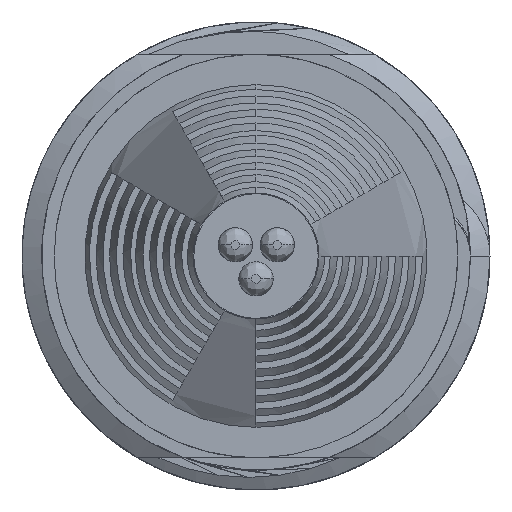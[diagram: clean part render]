
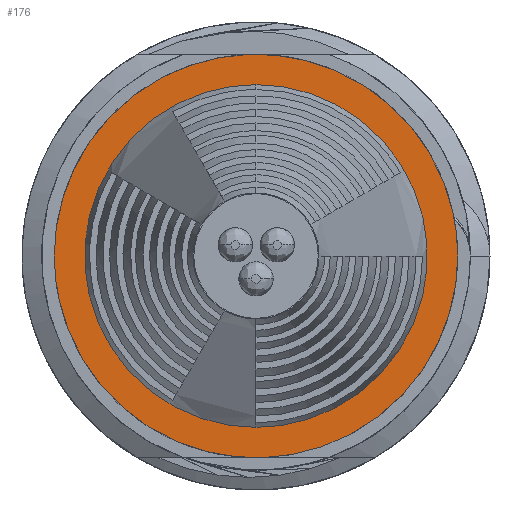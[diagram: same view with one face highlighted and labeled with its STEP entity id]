
A CAD part, front view. The second image highlights one B-rep face of the part: STEP entity #176.
In plain terms, the highlighted free-form (B-spline) face has degree [1, 1] with [2, 2] control points.
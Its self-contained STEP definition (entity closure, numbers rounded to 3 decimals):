
#43=CARTESIAN_POINT('',(8.,-7.,0.));
#44=VERTEX_POINT('',#43);
#50=CARTESIAN_POINT('',(-8.,-7.,0.));
#51=VERTEX_POINT('',#50);
#52=CARTESIAN_POINT('',(8.,-7.,0.));
#53=CARTESIAN_POINT('',(8.,-7.,-8.));
#54=CARTESIAN_POINT('',(0.,-7.,-8.));
#55=CARTESIAN_POINT('',(-8.,-7.,-8.));
#56=CARTESIAN_POINT('',(-8.,-7.,0.));
#57=(BOUNDED_CURVE()B_SPLINE_CURVE(2,(#52,#53,#54,#55,#56),.CIRCULAR_ARC.,.F.,.U.)B_SPLINE_CURVE_WITH_KNOTS((3,2,3),(0.,0.5,1.),.UNSPECIFIED.)CURVE()GEOMETRIC_REPRESENTATION_ITEM()RATIONAL_B_SPLINE_CURVE((1.,0.707,1.,0.707,1.))REPRESENTATION_ITEM(''));
#58=EDGE_CURVE('',#44,#51,#57,.T.);
#96=CARTESIAN_POINT('',(-8.,-7.,0.));
#97=CARTESIAN_POINT('',(-8.,-7.,8.));
#98=CARTESIAN_POINT('',(0.,-7.,8.));
#99=CARTESIAN_POINT('',(8.,-7.,8.));
#100=CARTESIAN_POINT('',(8.,-7.,0.));
#101=(BOUNDED_CURVE()B_SPLINE_CURVE(2,(#96,#97,#98,#99,#100),.CIRCULAR_ARC.,.F.,.U.)B_SPLINE_CURVE_WITH_KNOTS((3,2,3),(0.,0.5,1.),.UNSPECIFIED.)CURVE()GEOMETRIC_REPRESENTATION_ITEM()RATIONAL_B_SPLINE_CURVE((1.,0.707,1.,0.707,1.))REPRESENTATION_ITEM(''));
#102=EDGE_CURVE('',#51,#44,#101,.T.);
#145=CARTESIAN_POINT('',(22.627,-7.,22.627));
#146=CARTESIAN_POINT('',(22.627,-7.,-22.627));
#147=CARTESIAN_POINT('',(-22.627,-7.,22.627));
#148=CARTESIAN_POINT('',(-22.627,-7.,-22.627));
#149=B_SPLINE_SURFACE_WITH_KNOTS('',1,1,((#145,#146),(#147,#148)),.PLANE_SURF.,.F.,.F.,.U.,(2,2),(2,2),(0.,1.),(0.,1.),.UNSPECIFIED.);
#150=ORIENTED_EDGE('',*,*,#102,.F.);
#151=ORIENTED_EDGE('',*,*,#58,.F.);
#152=EDGE_LOOP('',(#150,#151));
#153=FACE_OUTER_BOUND('',#152,.T.);
#154=CARTESIAN_POINT('',(0.,-7.,-6.796));
#155=VERTEX_POINT('',#154);
#156=CARTESIAN_POINT('',(0.,-7.,6.796));
#157=VERTEX_POINT('',#156);
#158=CARTESIAN_POINT('',(0.,-7.,-6.796));
#159=CARTESIAN_POINT('',(-6.796,-7.,-6.796));
#160=CARTESIAN_POINT('',(-6.796,-7.,0.));
#161=CARTESIAN_POINT('',(-6.796,-7.,6.796));
#162=CARTESIAN_POINT('',(0.,-7.,6.796));
#163=(BOUNDED_CURVE()B_SPLINE_CURVE(2,(#158,#159,#160,#161,#162),.CIRCULAR_ARC.,.F.,.U.)B_SPLINE_CURVE_WITH_KNOTS((3,2,3),(0.,0.5,1.),.UNSPECIFIED.)CURVE()GEOMETRIC_REPRESENTATION_ITEM()RATIONAL_B_SPLINE_CURVE((1.,0.707,1.,0.707,1.))REPRESENTATION_ITEM(''));
#164=EDGE_CURVE('',#155,#157,#163,.T.);
#165=ORIENTED_EDGE('',*,*,#164,.T.);
#166=CARTESIAN_POINT('',(0.,-7.,6.796));
#167=CARTESIAN_POINT('',(6.796,-7.,6.796));
#168=CARTESIAN_POINT('',(6.796,-7.,0.));
#169=CARTESIAN_POINT('',(6.796,-7.,-6.796));
#170=CARTESIAN_POINT('',(0.,-7.,-6.796));
#171=(BOUNDED_CURVE()B_SPLINE_CURVE(2,(#166,#167,#168,#169,#170),.CIRCULAR_ARC.,.F.,.U.)B_SPLINE_CURVE_WITH_KNOTS((3,2,3),(0.,0.5,1.),.UNSPECIFIED.)CURVE()GEOMETRIC_REPRESENTATION_ITEM()RATIONAL_B_SPLINE_CURVE((1.,0.707,1.,0.707,1.))REPRESENTATION_ITEM(''));
#172=EDGE_CURVE('',#157,#155,#171,.T.);
#173=ORIENTED_EDGE('',*,*,#172,.T.);
#174=EDGE_LOOP('',(#165,#173));
#175=FACE_BOUND('',#174,.T.);
#176=ADVANCED_FACE('',(#153,#175),#149,.T.);
